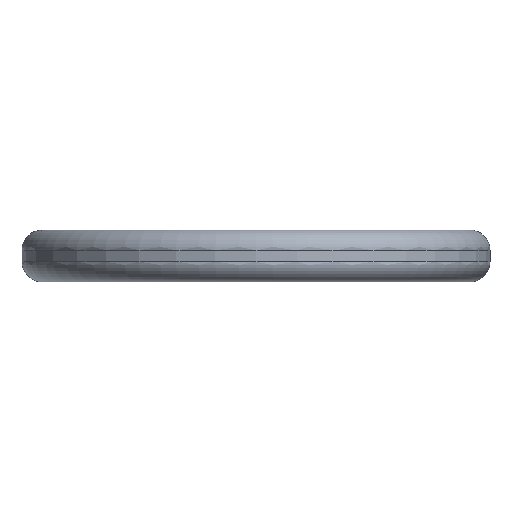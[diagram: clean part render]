
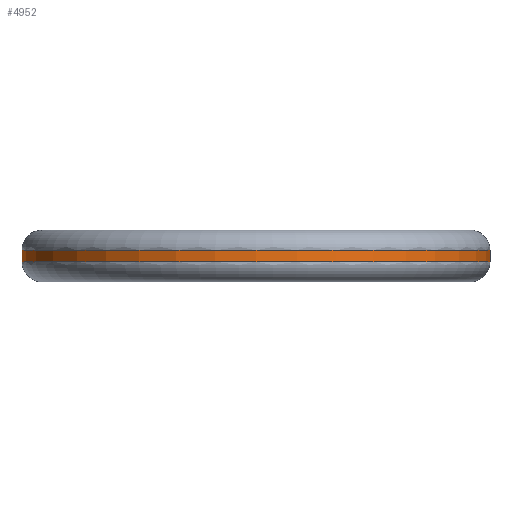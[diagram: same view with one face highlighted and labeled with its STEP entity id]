
A CAD part, front view. The second image highlights one B-rep face of the part: STEP entity #4952.
In plain terms, the highlighted cylindrical face has radius 164.287 mm (diameter 328.575 mm), a partial arc.
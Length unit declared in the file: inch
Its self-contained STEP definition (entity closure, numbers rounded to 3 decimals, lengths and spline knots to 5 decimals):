
#221 = DIRECTION ( 'NONE',  ( 0., 0., 1. ) ) ;
#222 = CARTESIAN_POINT ( 'NONE',  ( 0., 0., 0.15625 ) ) ;
#223 = AXIS2_PLACEMENT_3D ( 'NONE', #222, #221, #282 ) ;
#228 = CIRCLE ( 'NONE', #223, 6.46801 ) ;
#256 = DIRECTION ( 'NONE',  ( 1., 0., 0. ) ) ;
#257 = DIRECTION ( 'NONE',  ( 0., 0., 1. ) ) ;
#258 = CARTESIAN_POINT ( 'NONE',  ( 0., 0., 2.45001 ) ) ;
#259 = AXIS2_PLACEMENT_3D ( 'NONE', #258, #257, #256 ) ;
#260 = CYLINDRICAL_SURFACE ( 'NONE', #259, 6.46801 ) ;
#265 = FACE_OUTER_BOUND ( 'NONE', #4953, .T. ) ;
#282 = DIRECTION ( 'NONE',  ( 1., 0., 0. ) ) ;
#295 = AXIS2_PLACEMENT_3D ( 'NONE', #6631, #6630, #351 ) ;
#296 = CIRCLE ( 'NONE', #295, 6.46801 ) ;
#351 = DIRECTION ( 'NONE',  ( 1., 0., 0. ) ) ;
#3600 = EDGE_CURVE ( 'NONE', #4807, #4812, #6301, .T. ) ;
#4807 = VERTEX_POINT ( 'NONE', #6814 ) ;
#4808 = VERTEX_POINT ( 'NONE', #6813 ) ;
#4810 = EDGE_CURVE ( 'NONE', #4808, #4811, #6812, .T. ) ;
#4811 = VERTEX_POINT ( 'NONE', #6808 ) ;
#4812 = VERTEX_POINT ( 'NONE', #6807 ) ;
#4942 = EDGE_CURVE ( 'NONE', #4811, #4812, #228, .T. ) ;
#4952 = ADVANCED_FACE ( 'NONE', ( #265 ), #260, .T. ) ;
#4953 = EDGE_LOOP ( 'NONE', ( #4954, #4955, #4956, #4957 ) ) ;
#4954 = ORIENTED_EDGE ( 'NONE', *, *, #4810, .F. ) ;
#4955 = ORIENTED_EDGE ( 'NONE', *, *, #4968, .T. ) ;
#4956 = ORIENTED_EDGE ( 'NONE', *, *, #3600, .T. ) ;
#4957 = ORIENTED_EDGE ( 'NONE', *, *, #4942, .F. ) ;
#4968 = EDGE_CURVE ( 'NONE', #4808, #4807, #296, .T. ) ;
#6298 = DIRECTION ( 'NONE',  ( 0., 0., 1. ) ) ;
#6299 = VECTOR ( 'NONE', #6298, 39.37008 ) ;
#6300 = CARTESIAN_POINT ( 'NONE',  ( 6.46801, 0., 2.45001 ) ) ;
#6301 = LINE ( 'NONE', #6300, #6299 ) ;
#6630 = DIRECTION ( 'NONE',  ( 0., 0., 1. ) ) ;
#6631 = CARTESIAN_POINT ( 'NONE',  ( 0., 0., -0.15625 ) ) ;
#6807 = CARTESIAN_POINT ( 'NONE',  ( 6.46801, 0., 0.15625 ) ) ;
#6808 = CARTESIAN_POINT ( 'NONE',  ( -6.46801, 0., 0.15625 ) ) ;
#6809 = DIRECTION ( 'NONE',  ( 0., 0., 1. ) ) ;
#6810 = VECTOR ( 'NONE', #6809, 39.37008 ) ;
#6811 = CARTESIAN_POINT ( 'NONE',  ( -6.46801, 0., 2.45001 ) ) ;
#6812 = LINE ( 'NONE', #6811, #6810 ) ;
#6813 = CARTESIAN_POINT ( 'NONE',  ( -6.46801, 0., -0.15625 ) ) ;
#6814 = CARTESIAN_POINT ( 'NONE',  ( 6.46801, 0., -0.15625 ) ) ;
